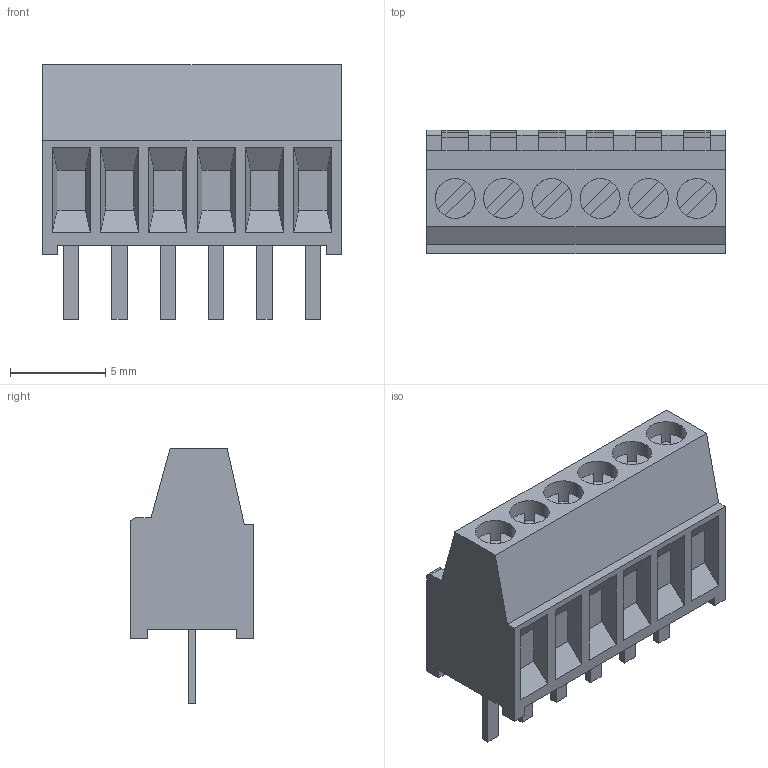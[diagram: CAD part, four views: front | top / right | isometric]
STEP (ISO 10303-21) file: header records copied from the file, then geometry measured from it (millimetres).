
FILE_DESCRIPTION((''),'2;1');
FILE_NAME('C-282834-6','2008-11-06T',('workeradm'),('Tyco Electronics Corporation'),'PRO/ENGINEER BY PARAMETRIC TECHNOLOGY CORPORATION, 2005450','PRO/ENGINEER BY PARAMETRIC TECHNOLOGY CORPORATION, 2005450','');
FILE_SCHEMA(('CONFIG_CONTROL_DESIGN', 'GEOMETRIC_VALIDATION_PROPERTIES_MIM'));
Length unit declared in the file: millimetre
Products named in the file (1): C-282834-6
Bounding box: 15.7 x 6.5 x 13.4 mm (x, y, z)
Volume: 736.9 mm3; surface area: 776.2 mm2
Topology: 1 solids, 1 shells, 185 faces, 483 edges, 318 vertices
Faces by surface type: plane 166, cylinder 19
Entity records: 5732 total; most frequent: CARTESIAN_POINT 987, ORIENTED_EDGE 966, DIRECTION 915, EDGE_CURVE 483, VECTOR 421, LINE 421, VERTEX_POINT 318, AXIS2_PLACEMENT_3D 247
